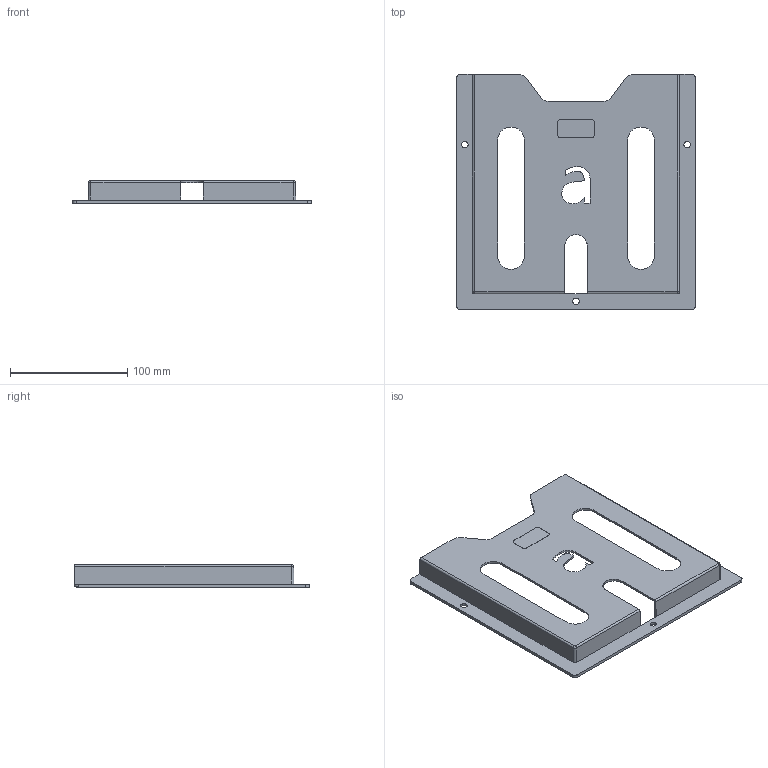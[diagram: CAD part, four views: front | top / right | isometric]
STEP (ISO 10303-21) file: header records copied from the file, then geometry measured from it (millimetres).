
FILE_DESCRIPTION (( 'STEP AP203' ), '1' );
FILE_NAME ('8390079947-PC01.37.STEP', '2022-06-08T08:11:59', ( '' ), ( '' ), 'SwSTEP 2.0', 'SolidWorks 2021', '' );
FILE_SCHEMA (( 'CONFIG_CONTROL_DESIGN' ));
Length unit declared in the file: millimetre
Products named in the file (1): 8390079947-PC01.37
Bounding box: 204 x 200.94 x 19.1 mm (x, y, z)
Volume: 75787.3 mm3; surface area: 85876.6 mm2
Topology: 1 solids, 1 shells, 86 faces, 249 edges, 164 vertices
Faces by surface type: plane 44, cylinder 26, bspline 10, cone 6
Entity records: 3834 total; most frequent: CARTESIAN_POINT 1582, ORIENTED_EDGE 498, DIRECTION 395, EDGE_CURVE 249, VERTEX_POINT 164, VECTOR 153, LINE 153, AXIS2_PLACEMENT_3D 121
